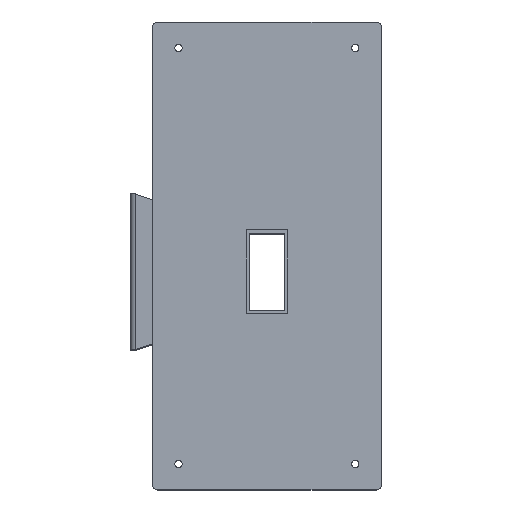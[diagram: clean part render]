
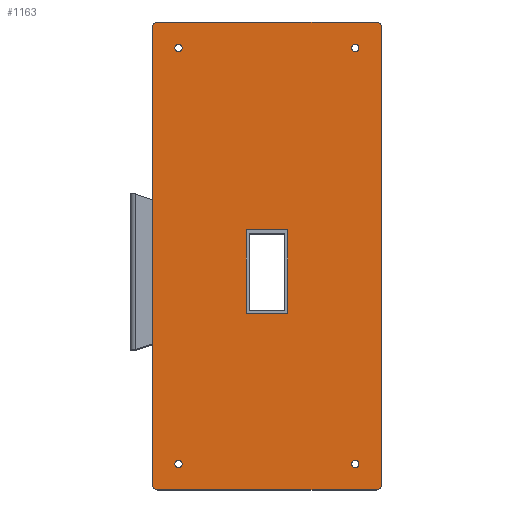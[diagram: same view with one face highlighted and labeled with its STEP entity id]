
A CAD part, top view. The second image highlights one B-rep face of the part: STEP entity #1163.
In plain terms, the highlighted planar face has unit normal (0, 0, 1).
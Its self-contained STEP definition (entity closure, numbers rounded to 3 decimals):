
#17 = CARTESIAN_POINT ( 'NONE',  ( -105., 240., 5. ) ) ;
#23 = CARTESIAN_POINT ( 'NONE',  ( -105., -205., 5. ) ) ;
#24 = ORIENTED_EDGE ( 'NONE', *, *, #330, .T. ) ;
#47 = LINE ( 'NONE', #17, #867 ) ;
#84 = DIRECTION ( 'NONE',  ( -1., 0., 0. ) ) ;
#105 = LINE ( 'NONE', #1235, #795 ) ;
#111 = EDGE_LOOP ( 'NONE', ( #1211, #307, #1542, #2030, #24, #721, #239, #861 ) ) ;
#115 = FACE_BOUND ( 'NONE', #2024, .T. ) ;
#126 = CARTESIAN_POINT ( 'NONE',  ( -110., -205., 5. ) ) ;
#128 = CARTESIAN_POINT ( 'NONE',  ( -105., 240., 5. ) ) ;
#144 = ORIENTED_EDGE ( 'NONE', *, *, #1790, .F. ) ;
#174 = CARTESIAN_POINT ( 'NONE',  ( -20., -40., 5. ) ) ;
#180 = EDGE_LOOP ( 'NONE', ( #1580 ) ) ;
#184 = ORIENTED_EDGE ( 'NONE', *, *, #357, .F. ) ;
#200 = CARTESIAN_POINT ( 'NONE',  ( 105., 240., 5. ) ) ;
#222 = EDGE_CURVE ( 'NONE', #1743, #2136, #668, .T. ) ;
#239 = ORIENTED_EDGE ( 'NONE', *, *, #222, .T. ) ;
#266 = FACE_BOUND ( 'NONE', #1952, .T. ) ;
#269 = ORIENTED_EDGE ( 'NONE', *, *, #1742, .F. ) ;
#274 = CARTESIAN_POINT ( 'NONE',  ( 110., 235., 5. ) ) ;
#278 = CARTESIAN_POINT ( 'NONE',  ( 88.5, 215., 5. ) ) ;
#299 = LINE ( 'NONE', #1061, #2102 ) ;
#307 = ORIENTED_EDGE ( 'NONE', *, *, #1122, .T. ) ;
#330 = EDGE_CURVE ( 'NONE', #747, #2000, #984, .T. ) ;
#332 = DIRECTION ( 'NONE',  ( 0., 1., 0. ) ) ;
#334 = CIRCLE ( 'NONE', #1332, 3.5 ) ;
#341 = FACE_OUTER_BOUND ( 'NONE', #111, .T. ) ;
#343 = DIRECTION ( 'NONE',  ( 0., 0., 1. ) ) ;
#348 = CARTESIAN_POINT ( 'NONE',  ( -85., 215., 5. ) ) ;
#357 = EDGE_CURVE ( 'NONE', #1074, #897, #299, .T. ) ;
#388 = CIRCLE ( 'NONE', #1183, 3.5 ) ;
#392 = VECTOR ( 'NONE', #699, 1000. ) ;
#396 = LINE ( 'NONE', #1940, #535 ) ;
#397 = EDGE_CURVE ( 'NONE', #897, #1173, #493, .T. ) ;
#401 = VERTEX_POINT ( 'NONE', #781 ) ;
#409 = DIRECTION ( 'NONE',  ( 1., 0., 0. ) ) ;
#435 = AXIS2_PLACEMENT_3D ( 'NONE', #1370, #1607, #437 ) ;
#437 = DIRECTION ( 'NONE',  ( -1., 0., 0. ) ) ;
#452 = CARTESIAN_POINT ( 'NONE',  ( 105., -205., 5. ) ) ;
#477 = DIRECTION ( 'NONE',  ( 1., 0., 0. ) ) ;
#478 = PLANE ( 'NONE',  #1582 ) ;
#490 = DIRECTION ( 'NONE',  ( 1., 0., 0. ) ) ;
#493 = LINE ( 'NONE', #778, #1532 ) ;
#535 = VECTOR ( 'NONE', #2046, 1000. ) ;
#543 = EDGE_CURVE ( 'NONE', #401, #1364, #1533, .T. ) ;
#549 = CARTESIAN_POINT ( 'NONE',  ( 110., -205., 5. ) ) ;
#584 = DIRECTION ( 'NONE',  ( 0., 0., 1. ) ) ;
#614 = DIRECTION ( 'NONE',  ( 1., 0., 0. ) ) ;
#615 = CARTESIAN_POINT ( 'NONE',  ( -81.5, -185., 5. ) ) ;
#616 = EDGE_CURVE ( 'NONE', #1056, #747, #47, .T. ) ;
#618 = AXIS2_PLACEMENT_3D ( 'NONE', #806, #2147, #1251 ) ;
#624 = EDGE_CURVE ( 'NONE', #1343, #1056, #1604, .T. ) ;
#668 = CIRCLE ( 'NONE', #746, 5. ) ;
#669 = EDGE_LOOP ( 'NONE', ( #1127 ) ) ;
#699 = DIRECTION ( 'NONE',  ( 0., -1., 0. ) ) ;
#705 = CARTESIAN_POINT ( 'NONE',  ( -110., 235., 5. ) ) ;
#721 = ORIENTED_EDGE ( 'NONE', *, *, #888, .T. ) ;
#733 = DIRECTION ( 'NONE',  ( 1., 0., 0. ) ) ;
#746 = AXIS2_PLACEMENT_3D ( 'NONE', #23, #928, #2055 ) ;
#747 = VERTEX_POINT ( 'NONE', #128 ) ;
#773 = CARTESIAN_POINT ( 'NONE',  ( -85., -185., 5. ) ) ;
#778 = CARTESIAN_POINT ( 'NONE',  ( -20., -40., 5. ) ) ;
#781 = CARTESIAN_POINT ( 'NONE',  ( 105., -210., 5. ) ) ;
#795 = VECTOR ( 'NONE', #332, 1000. ) ;
#798 = LINE ( 'NONE', #939, #2129 ) ;
#806 = CARTESIAN_POINT ( 'NONE',  ( 85., 215., 5. ) ) ;
#814 = EDGE_CURVE ( 'NONE', #1173, #1602, #396, .T. ) ;
#861 = ORIENTED_EDGE ( 'NONE', *, *, #1782, .T. ) ;
#867 = VECTOR ( 'NONE', #1287, 1000. ) ;
#871 = CARTESIAN_POINT ( 'NONE',  ( 20., -40., 5. ) ) ;
#888 = EDGE_CURVE ( 'NONE', #2000, #1743, #2013, .T. ) ;
#891 = ORIENTED_EDGE ( 'NONE', *, *, #397, .F. ) ;
#897 = VERTEX_POINT ( 'NONE', #174 ) ;
#905 = CARTESIAN_POINT ( 'NONE',  ( 85., -185., 5. ) ) ;
#928 = DIRECTION ( 'NONE',  ( 0., 0., 1. ) ) ;
#929 = CARTESIAN_POINT ( 'NONE',  ( -105., -210., 5. ) ) ;
#939 = CARTESIAN_POINT ( 'NONE',  ( -105., -210., 5. ) ) ;
#947 = VERTEX_POINT ( 'NONE', #278 ) ;
#980 = DIRECTION ( 'NONE',  ( 0., 0., 1. ) ) ;
#984 = CIRCLE ( 'NONE', #435, 5. ) ;
#1030 = CARTESIAN_POINT ( 'NONE',  ( -20., 40., 5. ) ) ;
#1039 = CARTESIAN_POINT ( 'NONE',  ( -20., 40., 5. ) ) ;
#1056 = VERTEX_POINT ( 'NONE', #200 ) ;
#1061 = CARTESIAN_POINT ( 'NONE',  ( -20., 40., 5. ) ) ;
#1074 = VERTEX_POINT ( 'NONE', #1039 ) ;
#1076 = CARTESIAN_POINT ( 'NONE',  ( -81.5, 215., 5. ) ) ;
#1122 = EDGE_CURVE ( 'NONE', #1364, #1343, #105, .T. ) ;
#1127 = ORIENTED_EDGE ( 'NONE', *, *, #2151, .F. ) ;
#1144 = VERTEX_POINT ( 'NONE', #1934 ) ;
#1146 = AXIS2_PLACEMENT_3D ( 'NONE', #452, #980, #733 ) ;
#1163 = ADVANCED_FACE ( 'NONE', ( #2022, #1371, #1210, #115, #341, #266 ), #478, .T. ) ;
#1164 = EDGE_CURVE ( 'NONE', #1144, #1144, #2037, .T. ) ;
#1168 = DIRECTION ( 'NONE',  ( -1., 0., 0. ) ) ;
#1173 = VERTEX_POINT ( 'NONE', #871 ) ;
#1183 = AXIS2_PLACEMENT_3D ( 'NONE', #773, #584, #490 ) ;
#1210 = FACE_BOUND ( 'NONE', #1318, .T. ) ;
#1211 = ORIENTED_EDGE ( 'NONE', *, *, #543, .T. ) ;
#1235 = CARTESIAN_POINT ( 'NONE',  ( 110., -205., 5. ) ) ;
#1251 = DIRECTION ( 'NONE',  ( 1., 0., 0. ) ) ;
#1287 = DIRECTION ( 'NONE',  ( -1., 0., 0. ) ) ;
#1318 = EDGE_LOOP ( 'NONE', ( #269 ) ) ;
#1326 = DIRECTION ( 'NONE',  ( 1., 0., 0. ) ) ;
#1332 = AXIS2_PLACEMENT_3D ( 'NONE', #348, #1554, #614 ) ;
#1343 = VERTEX_POINT ( 'NONE', #274 ) ;
#1344 = AXIS2_PLACEMENT_3D ( 'NONE', #905, #343, #1814 ) ;
#1347 = CARTESIAN_POINT ( 'NONE',  ( 105., -205., 5. ) ) ;
#1352 = ORIENTED_EDGE ( 'NONE', *, *, #1164, .F. ) ;
#1364 = VERTEX_POINT ( 'NONE', #549 ) ;
#1370 = CARTESIAN_POINT ( 'NONE',  ( -105., 235., 5. ) ) ;
#1371 = FACE_BOUND ( 'NONE', #180, .T. ) ;
#1372 = ORIENTED_EDGE ( 'NONE', *, *, #814, .F. ) ;
#1391 = VECTOR ( 'NONE', #1168, 1000. ) ;
#1429 = CARTESIAN_POINT ( 'NONE',  ( -110., -205., 5. ) ) ;
#1493 = CARTESIAN_POINT ( 'NONE',  ( 20., 40., 5. ) ) ;
#1494 = VERTEX_POINT ( 'NONE', #1076 ) ;
#1512 = DIRECTION ( 'NONE',  ( 0., -1., 0. ) ) ;
#1532 = VECTOR ( 'NONE', #1326, 1000. ) ;
#1533 = CIRCLE ( 'NONE', #1146, 5. ) ;
#1542 = ORIENTED_EDGE ( 'NONE', *, *, #624, .T. ) ;
#1554 = DIRECTION ( 'NONE',  ( 0., 0., 1. ) ) ;
#1561 = VERTEX_POINT ( 'NONE', #615 ) ;
#1580 = ORIENTED_EDGE ( 'NONE', *, *, #1856, .F. ) ;
#1582 = AXIS2_PLACEMENT_3D ( 'NONE', #1347, #2069, #409 ) ;
#1602 = VERTEX_POINT ( 'NONE', #1493 ) ;
#1604 = CIRCLE ( 'NONE', #1745, 5. ) ;
#1607 = DIRECTION ( 'NONE',  ( 0., 0., 1. ) ) ;
#1685 = DIRECTION ( 'NONE',  ( 0., 0., 1. ) ) ;
#1742 = EDGE_CURVE ( 'NONE', #1561, #1561, #388, .T. ) ;
#1743 = VERTEX_POINT ( 'NONE', #1429 ) ;
#1745 = AXIS2_PLACEMENT_3D ( 'NONE', #1854, #1685, #84 ) ;
#1774 = LINE ( 'NONE', #1030, #1391 ) ;
#1782 = EDGE_CURVE ( 'NONE', #2136, #401, #798, .T. ) ;
#1790 = EDGE_CURVE ( 'NONE', #1602, #1074, #1774, .T. ) ;
#1814 = DIRECTION ( 'NONE',  ( 1., 0., 0. ) ) ;
#1854 = CARTESIAN_POINT ( 'NONE',  ( 105., 235., 5. ) ) ;
#1856 = EDGE_CURVE ( 'NONE', #947, #947, #1900, .T. ) ;
#1900 = CIRCLE ( 'NONE', #618, 3.5 ) ;
#1934 = CARTESIAN_POINT ( 'NONE',  ( 88.5, -185., 5. ) ) ;
#1940 = CARTESIAN_POINT ( 'NONE',  ( 20., 40., 5. ) ) ;
#1952 = EDGE_LOOP ( 'NONE', ( #891, #184, #144, #1372 ) ) ;
#2000 = VERTEX_POINT ( 'NONE', #705 ) ;
#2013 = LINE ( 'NONE', #126, #392 ) ;
#2022 = FACE_BOUND ( 'NONE', #669, .T. ) ;
#2024 = EDGE_LOOP ( 'NONE', ( #1352 ) ) ;
#2030 = ORIENTED_EDGE ( 'NONE', *, *, #616, .T. ) ;
#2037 = CIRCLE ( 'NONE', #1344, 3.5 ) ;
#2046 = DIRECTION ( 'NONE',  ( 0., 1., 0. ) ) ;
#2055 = DIRECTION ( 'NONE',  ( -1., 0., 0. ) ) ;
#2069 = DIRECTION ( 'NONE',  ( 0., 0., 1. ) ) ;
#2102 = VECTOR ( 'NONE', #1512, 1000. ) ;
#2129 = VECTOR ( 'NONE', #477, 1000. ) ;
#2136 = VERTEX_POINT ( 'NONE', #929 ) ;
#2147 = DIRECTION ( 'NONE',  ( 0., 0., 1. ) ) ;
#2151 = EDGE_CURVE ( 'NONE', #1494, #1494, #334, .T. ) ;
